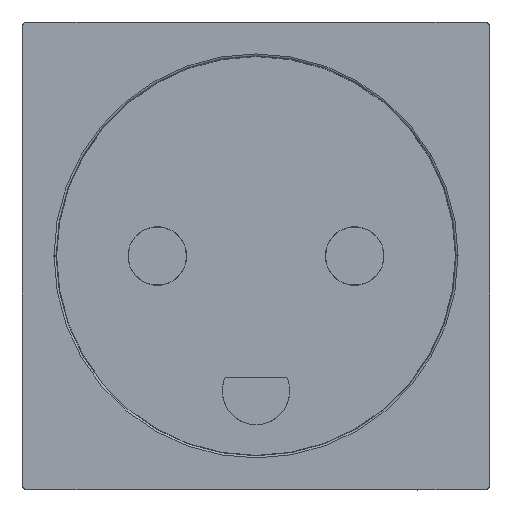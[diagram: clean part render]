
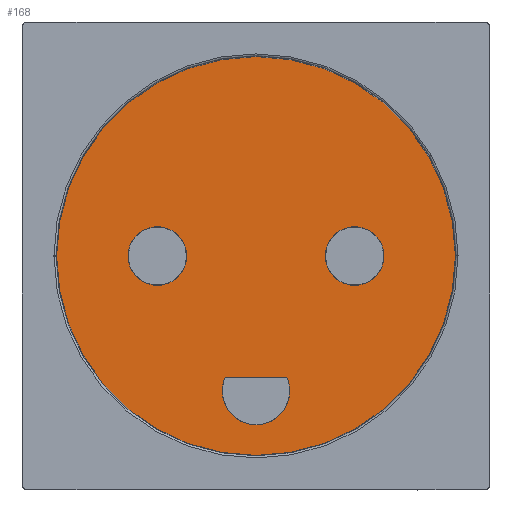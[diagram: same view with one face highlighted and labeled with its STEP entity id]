
A CAD part, top view. The second image highlights one B-rep face of the part: STEP entity #168.
In plain terms, the highlighted planar face has unit normal (0, 0, 1).
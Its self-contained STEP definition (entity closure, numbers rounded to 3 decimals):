
#47=AXIS2_PLACEMENT_3D('Circle Axis2P3D',#45,#46,$) ;
#81=AXIS2_PLACEMENT_3D('Circle Axis2P3D',#79,#80,$) ;
#100=AXIS2_PLACEMENT_3D('Plane Axis2P3D',#97,#98,#99) ;
#104=AXIS2_PLACEMENT_3D('Circle Axis2P3D',#102,#103,$) ;
#113=AXIS2_PLACEMENT_3D('Circle Axis2P3D',#111,#112,$) ;
#122=AXIS2_PLACEMENT_3D('Circle Axis2P3D',#120,#121,$) ;
#131=AXIS2_PLACEMENT_3D('Circle Axis2P3D',#129,#130,$) ;
#153=AXIS2_PLACEMENT_3D('Circle Axis2P3D',#151,#152,$) ;
#160=AXIS2_PLACEMENT_3D('Circle Axis2P3D',#158,#159,$) ;
#40=CARTESIAN_POINT('Vertex',(10.2,22.525,23.852)) ;
#45=CARTESIAN_POINT('Axis2P3D Location',(13.025,22.525,23.852)) ;
#49=CARTESIAN_POINT('Vertex',(15.85,22.525,23.852)) ;
#79=CARTESIAN_POINT('Axis2P3D Location',(13.025,22.525,23.852)) ;
#97=CARTESIAN_POINT('Axis2P3D Location',(22.525,22.525,23.852)) ;
#102=CARTESIAN_POINT('Axis2P3D Location',(22.525,22.525,23.852)) ;
#106=CARTESIAN_POINT('Vertex',(41.725,22.525,23.852)) ;
#108=CARTESIAN_POINT('Vertex',(3.325,22.525,23.852)) ;
#111=CARTESIAN_POINT('Axis2P3D Location',(22.525,22.525,23.852)) ;
#120=CARTESIAN_POINT('Axis2P3D Location',(32.025,22.525,23.852)) ;
#124=CARTESIAN_POINT('Vertex',(29.2,22.525,23.852)) ;
#126=CARTESIAN_POINT('Vertex',(34.85,22.525,23.852)) ;
#129=CARTESIAN_POINT('Axis2P3D Location',(32.025,22.525,23.852)) ;
#142=CARTESIAN_POINT('Line Origine',(22.525,10.825,23.852)) ;
#146=CARTESIAN_POINT('Vertex',(19.546,10.825,23.852)) ;
#148=CARTESIAN_POINT('Vertex',(25.504,10.825,23.852)) ;
#151=CARTESIAN_POINT('Axis2P3D Location',(22.525,9.525,23.852)) ;
#155=CARTESIAN_POINT('Vertex',(22.525,6.275,23.852)) ;
#158=CARTESIAN_POINT('Axis2P3D Location',(22.525,9.525,23.852)) ;
#46=DIRECTION('Axis2P3D Direction',(0.,0.,-1.)) ;
#80=DIRECTION('Axis2P3D Direction',(0.,0.,-1.)) ;
#98=DIRECTION('Axis2P3D Direction',(0.,0.,1.)) ;
#99=DIRECTION('Axis2P3D XDirection',(1.,0.,0.)) ;
#103=DIRECTION('Axis2P3D Direction',(0.,0.,1.)) ;
#112=DIRECTION('Axis2P3D Direction',(0.,0.,1.)) ;
#121=DIRECTION('Axis2P3D Direction',(0.,0.,1.)) ;
#130=DIRECTION('Axis2P3D Direction',(0.,0.,1.)) ;
#143=DIRECTION('Vector Direction',(-1.,0.,0.)) ;
#152=DIRECTION('Axis2P3D Direction',(0.,0.,1.)) ;
#159=DIRECTION('Axis2P3D Direction',(0.,0.,1.)) ;
#144=VECTOR('Line Direction',#143,1.) ;
#117=ORIENTED_EDGE('',*,*,#110,.T.) ;
#118=ORIENTED_EDGE('',*,*,#115,.T.) ;
#135=ORIENTED_EDGE('',*,*,#128,.T.) ;
#136=ORIENTED_EDGE('',*,*,#133,.T.) ;
#139=ORIENTED_EDGE('',*,*,#51,.T.) ;
#140=ORIENTED_EDGE('',*,*,#83,.T.) ;
#164=ORIENTED_EDGE('',*,*,#150,.T.) ;
#165=ORIENTED_EDGE('',*,*,#157,.T.) ;
#166=ORIENTED_EDGE('',*,*,#162,.T.) ;
#137=FACE_BOUND('',#134,.T.) ;
#141=FACE_BOUND('',#138,.T.) ;
#167=FACE_BOUND('',#163,.T.) ;
#168=ADVANCED_FACE('Hauptk\X2\00F6\X0\rper',(#119,#137,#141,#167),#101,.T.) ;
#48=CIRCLE('generated circle',#47,2.825) ;
#82=CIRCLE('generated circle',#81,2.825) ;
#105=CIRCLE('generated circle',#104,19.2) ;
#114=CIRCLE('generated circle',#113,19.2) ;
#123=CIRCLE('generated circle',#122,2.825) ;
#132=CIRCLE('generated circle',#131,2.825) ;
#154=CIRCLE('generated circle',#153,3.25) ;
#161=CIRCLE('generated circle',#160,3.25) ;
#51=EDGE_CURVE('',#50,#41,#48,.T.) ;
#83=EDGE_CURVE('',#41,#50,#82,.T.) ;
#110=EDGE_CURVE('',#107,#109,#105,.T.) ;
#115=EDGE_CURVE('',#109,#107,#114,.T.) ;
#128=EDGE_CURVE('',#125,#127,#123,.F.) ;
#133=EDGE_CURVE('',#127,#125,#132,.F.) ;
#150=EDGE_CURVE('',#147,#149,#145,.F.) ;
#157=EDGE_CURVE('',#149,#156,#154,.F.) ;
#162=EDGE_CURVE('',#156,#147,#161,.F.) ;
#116=EDGE_LOOP('',(#117,#118)) ;
#134=EDGE_LOOP('',(#135,#136)) ;
#138=EDGE_LOOP('',(#139,#140)) ;
#163=EDGE_LOOP('',(#164,#165,#166)) ;
#119=FACE_OUTER_BOUND('',#116,.T.) ;
#145=LINE('Line',#142,#144) ;
#101=PLANE('',#100) ;
#41=VERTEX_POINT('',#40) ;
#50=VERTEX_POINT('',#49) ;
#107=VERTEX_POINT('',#106) ;
#109=VERTEX_POINT('',#108) ;
#125=VERTEX_POINT('',#124) ;
#127=VERTEX_POINT('',#126) ;
#147=VERTEX_POINT('',#146) ;
#149=VERTEX_POINT('',#148) ;
#156=VERTEX_POINT('',#155) ;
